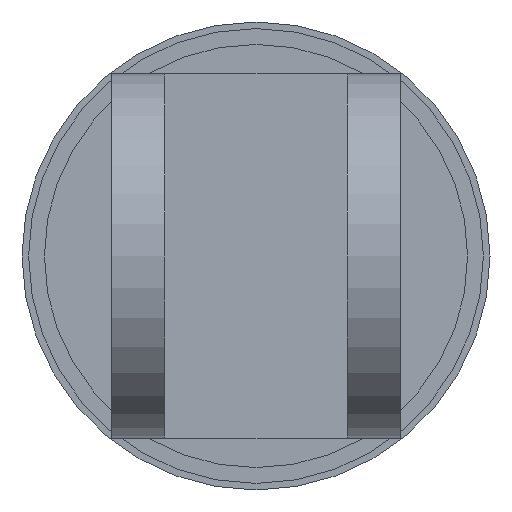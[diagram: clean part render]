
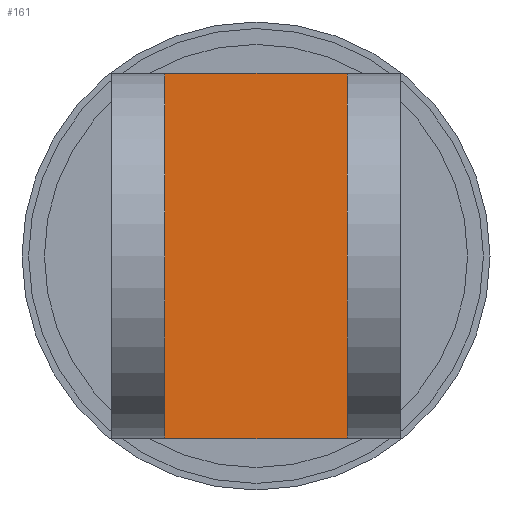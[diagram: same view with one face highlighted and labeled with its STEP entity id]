
A CAD part, left-side view. The second image highlights one B-rep face of the part: STEP entity #161.
In plain terms, the highlighted planar face has unit normal (-1, 0, 0).
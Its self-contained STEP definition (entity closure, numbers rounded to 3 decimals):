
#161=ADVANCED_FACE('',(#675),#674,.T.);
#674=PLANE('',#1855);
#675=FACE_OUTER_BOUND('',#1856,.T.);
#1852=CARTESIAN_POINT('',(74.971,-6.6,174.615));
#1853=DIRECTION('',(-1.,0.,0.));
#1854=DIRECTION('',(0.,0.,1.));
#1855=AXIS2_PLACEMENT_3D('',#1852,#1853,#1854);
#1856=EDGE_LOOP('',(#2167,#2168,#2169,#2170));
#2167=ORIENTED_EDGE('',*,*,#2375,.F.);
#2168=ORIENTED_EDGE('',*,*,#2362,.F.);
#2169=ORIENTED_EDGE('',*,*,#2373,.T.);
#2170=ORIENTED_EDGE('',*,*,#2376,.T.);
#2362=EDGE_CURVE('',#3197,#3183,#3204,.T.);
#2373=EDGE_CURVE('',#3197,#3271,#3278,.T.);
#2375=EDGE_CURVE('',#3183,#3290,#3291,.T.);
#2376=EDGE_CURVE('',#3271,#3290,#3297,.T.);
#3183=VERTEX_POINT('',#3942);
#3197=VERTEX_POINT('',#3951);
#3204=LINE('',#3955,#3956);
#3271=VERTEX_POINT('',#3997);
#3278=LINE('',#4001,#4002);
#3290=VERTEX_POINT('',#4007);
#3291=LINE('',#4008,#4009);
#3297=LINE('',#4011,#4012);
#3942=CARTESIAN_POINT('',(74.971,-5.5,176.815));
#3951=CARTESIAN_POINT('',(74.971,-5.5,198.815));
#3955=CARTESIAN_POINT('',(74.971,-5.5,198.815));
#3956=VECTOR('',#3957,22.);
#3957=DIRECTION('',(0.,0.,-1.));
#3997=CARTESIAN_POINT('',(74.971,5.5,198.815));
#4001=CARTESIAN_POINT('',(74.971,-5.5,198.815));
#4002=VECTOR('',#4003,11.);
#4003=DIRECTION('',(0.,1.,0.));
#4007=CARTESIAN_POINT('',(74.971,5.5,176.815));
#4008=CARTESIAN_POINT('',(74.971,-5.5,176.815));
#4009=VECTOR('',#4010,11.);
#4010=DIRECTION('',(0.,1.,0.));
#4011=CARTESIAN_POINT('',(74.971,5.5,198.815));
#4012=VECTOR('',#4013,22.);
#4013=DIRECTION('',(0.,0.,-1.));
